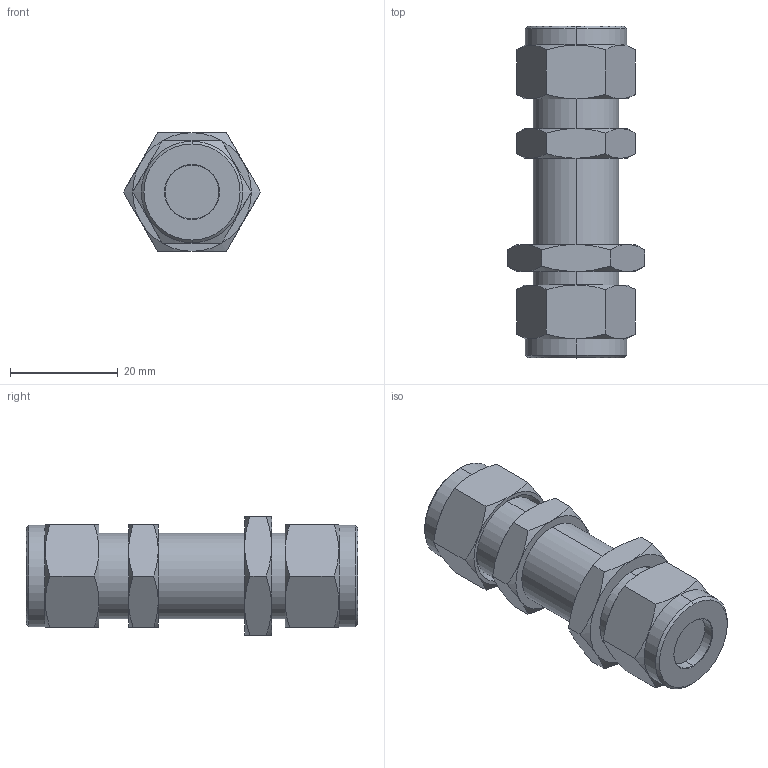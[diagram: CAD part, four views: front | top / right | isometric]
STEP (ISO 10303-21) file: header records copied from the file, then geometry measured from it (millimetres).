
FILE_DESCRIPTION (( 'STEP AP214' ), '1' );
FILE_NAME ('1046500004.step', '2013-02-25T17:15:35', ( '' ), ( '' ), 'SwSTEP 2.0', 'SolidWorks 2012', '' );
FILE_SCHEMA (( 'AUTOMOTIVE_DESIGN' ));
Length unit declared in the file: millimetre
Products named in the file (1): 1046500004
Bounding box: 25.4 x 61.5 x 22 mm (x, y, z)
Volume: 16296.5 mm3; surface area: 5436.7 mm2
Topology: 1 solids, 1 shells, 106 faces, 230 edges, 134 vertices
Faces by surface type: cone 56, plane 34, cylinder 16
Entity records: 4424 total; most frequent: CARTESIAN_POINT 1039, ORIENTED_EDGE 460, DIRECTION 438, EDGE_CURVE 230, AXIS2_PLACEMENT_3D 189, VERTEX_POINT 134, EDGE_LOOP 114, UNCERTAINTY_MEASURE_WITH_UNIT 109
